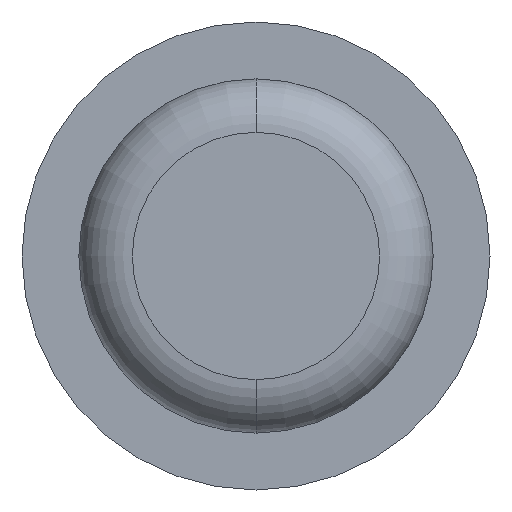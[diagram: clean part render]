
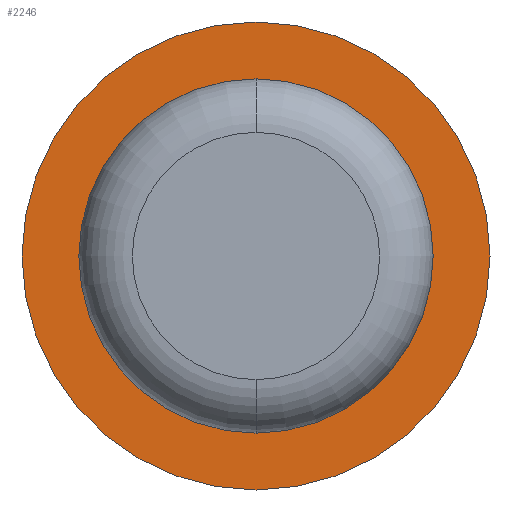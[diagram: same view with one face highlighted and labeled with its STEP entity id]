
A CAD part, front view. The second image highlights one B-rep face of the part: STEP entity #2246.
In plain terms, the highlighted planar face has unit normal (0, -1, 0).
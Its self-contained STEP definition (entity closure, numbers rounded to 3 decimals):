
#32 = ORIENTED_EDGE ( 'NONE', *, *, #919, .F. ) ;
#195 = EDGE_LOOP ( 'NONE', ( #1914, #4073 ) ) ;
#205 = FACE_BOUND ( 'NONE', #498, .T. ) ;
#443 = PLANE ( 'NONE',  #2720 ) ;
#498 = EDGE_LOOP ( 'NONE', ( #32, #1305 ) ) ;
#515 = CARTESIAN_POINT ( 'NONE',  ( 0., 7.9, -1.75 ) ) ;
#566 = VERTEX_POINT ( 'NONE', #515 ) ;
#682 = DIRECTION ( 'NONE',  ( 0., 0., -1. ) ) ;
#690 = CARTESIAN_POINT ( 'NONE',  ( 0., 7.9, 1.75 ) ) ;
#713 = CARTESIAN_POINT ( 'NONE',  ( 0., 7.9, 0. ) ) ;
#781 = VERTEX_POINT ( 'NONE', #3567 ) ;
#795 = DIRECTION ( 'NONE',  ( 0., -1., 0. ) ) ;
#818 = FACE_OUTER_BOUND ( 'NONE', #195, .T. ) ;
#820 = CIRCLE ( 'NONE', #3863, 1.325 ) ;
#872 = DIRECTION ( 'NONE',  ( 0., 0., -1. ) ) ;
#919 = EDGE_CURVE ( 'Defeature ausgef�hrt1_1+Defeature ausgef�hrt1_2+Defeature ausgef�hrt1_2+Defeature ausgef�hrt1_2', #781, #3222, #820, .T. ) ;
#1126 = CIRCLE ( 'NONE', #2159, 1.75 ) ;
#1281 = EDGE_CURVE ( 'Defeature ausgef�hrt1_2+Defeature ausgef�hrt1_3+Defeature ausgef�hrt1_3+Defeature ausgef�hrt1_3', #566, #3805, #1126, .T. ) ;
#1284 = CARTESIAN_POINT ( 'NONE',  ( 0., 7.9, 0. ) ) ;
#1305 = ORIENTED_EDGE ( 'NONE', *, *, #3418, .F. ) ;
#1567 = CARTESIAN_POINT ( 'NONE',  ( 0., 7.9, 0. ) ) ;
#1670 = CIRCLE ( 'NONE', #2518, 1.325 ) ;
#1866 = DIRECTION ( 'NONE',  ( 0., 0., -1. ) ) ;
#1878 = DIRECTION ( 'NONE',  ( 0., -1., 0. ) ) ;
#1914 = ORIENTED_EDGE ( 'NONE', *, *, #1281, .T. ) ;
#1935 = DIRECTION ( 'NONE',  ( 0., 0., -1. ) ) ;
#2159 = AXIS2_PLACEMENT_3D ( 'NONE', #1284, #2247, #1935 ) ;
#2246 = ADVANCED_FACE ( 'Defeature ausgef�hrt1_2', ( #818, #205 ), #443, .T. ) ;
#2247 = DIRECTION ( 'NONE',  ( 0., -1., 0. ) ) ;
#2445 = AXIS2_PLACEMENT_3D ( 'NONE', #1567, #1878, #1866 ) ;
#2492 = EDGE_CURVE ( 'Defeature ausgef�hrt1_2+Defeature ausgef�hrt1_3+Defeature ausgef�hrt1_3+Defeature ausgef�hrt1_3', #3805, #566, #3854, .T. ) ;
#2518 = AXIS2_PLACEMENT_3D ( 'NONE', #713, #2998, #682 ) ;
#2634 = CARTESIAN_POINT ( 'NONE',  ( 0., 7.9, 1.325 ) ) ;
#2720 = AXIS2_PLACEMENT_3D ( 'NONE', #3687, #2837, #872 ) ;
#2755 = CARTESIAN_POINT ( 'NONE',  ( 0., 7.9, 0. ) ) ;
#2769 = DIRECTION ( 'NONE',  ( 0., 0., -1. ) ) ;
#2837 = DIRECTION ( 'NONE',  ( 0., -1., 0. ) ) ;
#2998 = DIRECTION ( 'NONE',  ( 0., -1., 0. ) ) ;
#3222 = VERTEX_POINT ( 'NONE', #2634 ) ;
#3418 = EDGE_CURVE ( 'Defeature ausgef�hrt1_1+Defeature ausgef�hrt1_2+Defeature ausgef�hrt1_2+Defeature ausgef�hrt1_2', #3222, #781, #1670, .T. ) ;
#3567 = CARTESIAN_POINT ( 'NONE',  ( 0., 7.9, -1.325 ) ) ;
#3687 = CARTESIAN_POINT ( 'NONE',  ( 1.325, 7.9, 0. ) ) ;
#3805 = VERTEX_POINT ( 'NONE', #690 ) ;
#3854 = CIRCLE ( 'NONE', #2445, 1.75 ) ;
#3863 = AXIS2_PLACEMENT_3D ( 'NONE', #2755, #795, #2769 ) ;
#4073 = ORIENTED_EDGE ( 'NONE', *, *, #2492, .T. ) ;
